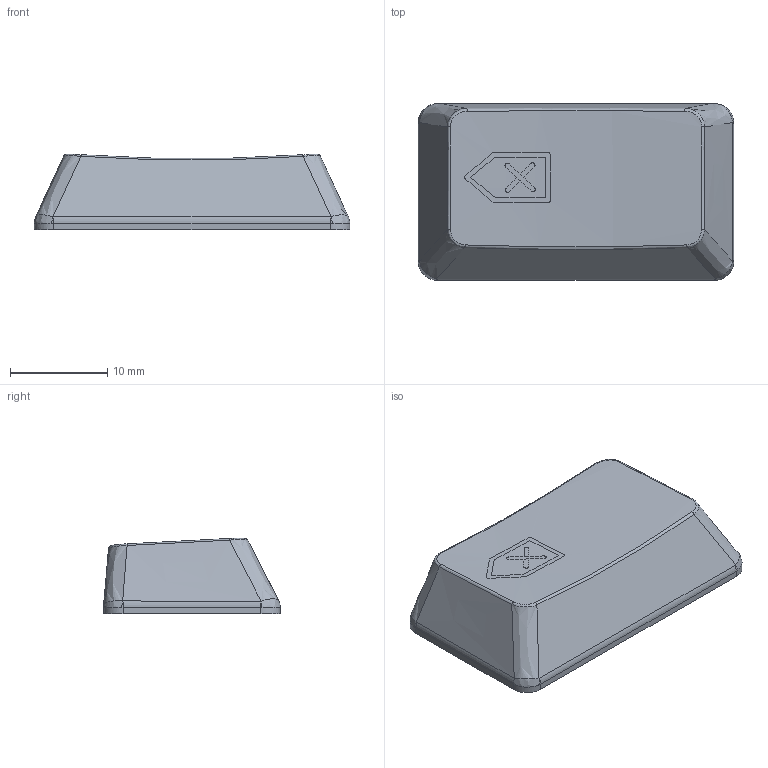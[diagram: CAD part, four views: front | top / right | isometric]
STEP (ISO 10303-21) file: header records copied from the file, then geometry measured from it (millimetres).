
FILE_DESCRIPTION(/* description */ (''),/* implementation_level */ '2;1');
FILE_NAME(/* name */ 'Row_2_1.75u_Backspace_icon_only.step',/* time_stamp */ '2021-07-24T01:53:43-05:00',/* author */ (''),/* organization */ (''),/* preprocessor_version */ 'ST-DEVELOPER v18.1',/* originating_system */ 'Autodesk Translation Framework v10.9.0.1377',/* authorisation */ '');
FILE_SCHEMA (('AUTOMOTIVE_DESIGN { 1 0 10303 214 3 1 1 }'));
Length unit declared in the file: millimetre
Products named in the file (1): Row_2_1.75u_Backspace_icon_only
Bounding box: 32.45 x 18.16 x 7.77 mm (x, y, z)
Volume: 891.4 mm3; surface area: 2267.7 mm2
Topology: 1 solids, 1 shells, 95 faces, 250 edges, 163 vertices
Faces by surface type: bspline 56, plane 26, cylinder 13
Full cylindrical faces by diameter (mm): 5.5 x1
Entity records: 4256 total; most frequent: CARTESIAN_POINT 2216, ORIENTED_EDGE 500, DIRECTION 265, EDGE_CURVE 250, VERTEX_POINT 163, B_SPLINE_CURVE_WITH_KNOTS 128, AXIS2_PLACEMENT_3D 103, EDGE_LOOP 101
